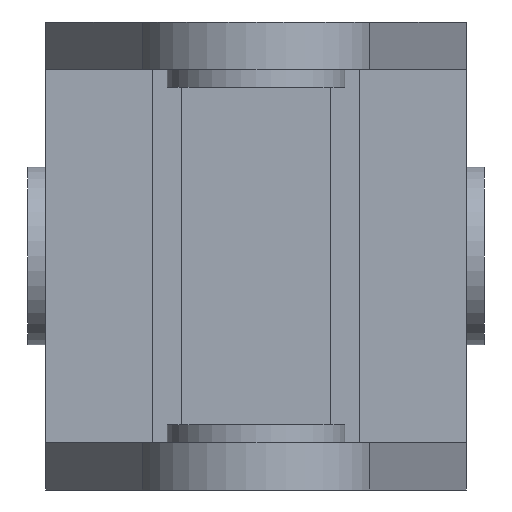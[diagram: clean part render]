
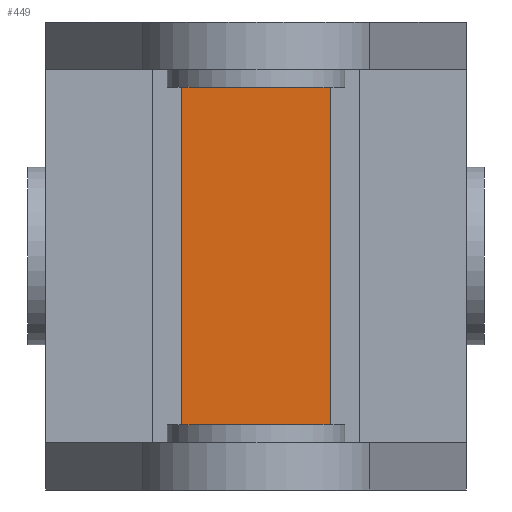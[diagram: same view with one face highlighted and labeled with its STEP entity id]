
A CAD part, front view. The second image highlights one B-rep face of the part: STEP entity #449.
In plain terms, the highlighted planar face has unit normal (0, -1, 0).
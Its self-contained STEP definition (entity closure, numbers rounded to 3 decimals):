
#90 = DIRECTION ( 'NONE',  ( 1., 0., 0. ) ) ;
#92 = LINE ( 'NONE', #519, #793 ) ;
#162 = EDGE_LOOP ( 'NONE', ( #1625, #1453, #1341, #685 ) ) ;
#178 = DIRECTION ( 'NONE',  ( 1., 0., 0. ) ) ;
#196 = VERTEX_POINT ( 'NONE', #742 ) ;
#198 = VECTOR ( 'NONE', #1245, 1000. ) ;
#392 = VERTEX_POINT ( 'NONE', #1642 ) ;
#449 = ADVANCED_FACE ( 'NONE', ( #1494 ), #809, .F. ) ;
#497 = AXIS2_PLACEMENT_3D ( 'NONE', #1225, #1526, #1682 ) ;
#498 = VECTOR ( 'NONE', #90, 1000. ) ;
#519 = CARTESIAN_POINT ( 'NONE',  ( 48., 0., -60.116 ) ) ;
#574 = CARTESIAN_POINT ( 'NONE',  ( 23., 0., 31.5 ) ) ;
#582 = VERTEX_POINT ( 'NONE', #787 ) ;
#680 = EDGE_CURVE ( 'NONE', #1662, #196, #1737, .T. ) ;
#685 = ORIENTED_EDGE ( 'NONE', *, *, #1695, .F. ) ;
#742 = CARTESIAN_POINT ( 'NONE',  ( 48., 0., 31.5 ) ) ;
#787 = CARTESIAN_POINT ( 'NONE',  ( 48., 0., -31.5 ) ) ;
#793 = VECTOR ( 'NONE', #1301, 1000. ) ;
#809 = PLANE ( 'NONE',  #497 ) ;
#834 = CARTESIAN_POINT ( 'NONE',  ( 0., 0., -31.5 ) ) ;
#925 = VECTOR ( 'NONE', #178, 1000. ) ;
#1000 = CARTESIAN_POINT ( 'NONE',  ( 23., 0., -60.116 ) ) ;
#1186 = EDGE_CURVE ( 'NONE', #582, #196, #92, .T. ) ;
#1225 = CARTESIAN_POINT ( 'NONE',  ( 71., 0., 0. ) ) ;
#1236 = LINE ( 'NONE', #1000, #198 ) ;
#1245 = DIRECTION ( 'NONE',  ( 0., 0., 1. ) ) ;
#1278 = LINE ( 'NONE', #834, #925 ) ;
#1301 = DIRECTION ( 'NONE',  ( 0., 0., 1. ) ) ;
#1318 = CARTESIAN_POINT ( 'NONE',  ( 0., 0., 31.5 ) ) ;
#1341 = ORIENTED_EDGE ( 'NONE', *, *, #680, .F. ) ;
#1453 = ORIENTED_EDGE ( 'NONE', *, *, #1186, .T. ) ;
#1494 = FACE_OUTER_BOUND ( 'NONE', #162, .T. ) ;
#1526 = DIRECTION ( 'NONE',  ( 0., 1., 0. ) ) ;
#1625 = ORIENTED_EDGE ( 'NONE', *, *, #1765, .T. ) ;
#1642 = CARTESIAN_POINT ( 'NONE',  ( 23., 0., -31.5 ) ) ;
#1662 = VERTEX_POINT ( 'NONE', #574 ) ;
#1682 = DIRECTION ( 'NONE',  ( 0., 0., 1. ) ) ;
#1695 = EDGE_CURVE ( 'NONE', #392, #1662, #1236, .T. ) ;
#1737 = LINE ( 'NONE', #1318, #498 ) ;
#1765 = EDGE_CURVE ( 'NONE', #392, #582, #1278, .T. ) ;
